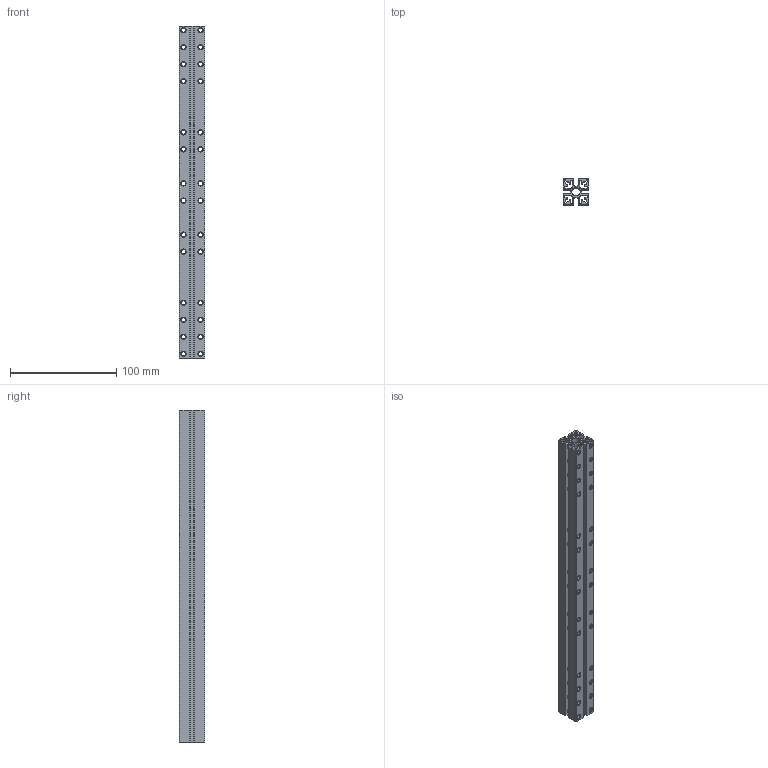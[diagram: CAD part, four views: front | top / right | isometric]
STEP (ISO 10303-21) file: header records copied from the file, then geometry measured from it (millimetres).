
FILE_DESCRIPTION (( 'STEP AP214' ), '1' );
FILE_NAME ('Beam2424-312源倛褽.STEP', '2016-10-27T09:28:09', ( 'dell' ), ( '' ), 'SwSTEP 2.0', 'SolidWorks 2013', '' );
FILE_SCHEMA (( 'AUTOMOTIVE_DESIGN' ));
Length unit declared in the file: millimetre
Products named in the file (1): Beam2424-312源倛褽
Bounding box: 24 x 24 x 312 mm (x, y, z)
Volume: 74508.2 mm3; surface area: 101306.9 mm2
Topology: 1 solids, 1 shells, 948 faces, 2950 edges, 1948 vertices
Faces by surface type: cylinder 662, plane 174, cone 112
Entity records: 39467 total; most frequent: CARTESIAN_POINT 13195, ORIENTED_EDGE 5900, DIRECTION 4548, EDGE_CURVE 2950, VERTEX_POINT 1948, AXIS2_PLACEMENT_3D 1657, VECTOR 1234, LINE 1234
